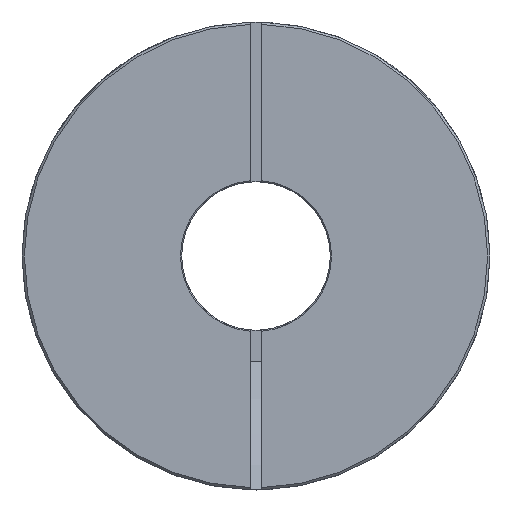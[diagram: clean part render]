
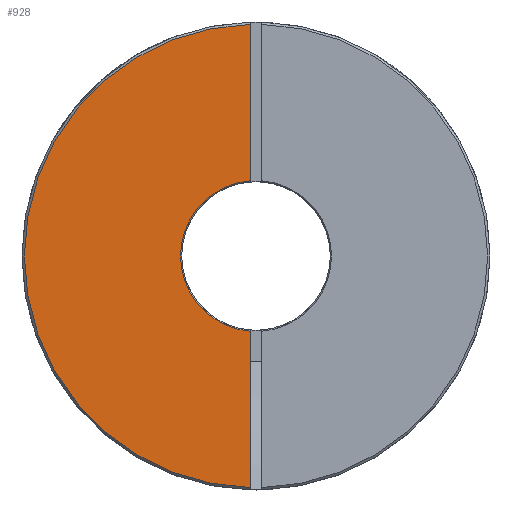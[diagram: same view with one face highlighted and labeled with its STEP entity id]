
A CAD part, left-side view. The second image highlights one B-rep face of the part: STEP entity #928.
In plain terms, the highlighted planar face has unit normal (-1, 0, 0).
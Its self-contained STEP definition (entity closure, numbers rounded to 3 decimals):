
#29 = ORIENTED_EDGE ( 'NONE', *, *, #1283, .T. ) ;
#50 = CIRCLE ( 'NONE', #2014, 24.75 ) ;
#125 = VECTOR ( 'NONE', #1315, 1000. ) ;
#286 = EDGE_LOOP ( 'NONE', ( #29, #1661, #1099, #2037 ) ) ;
#366 = CIRCLE ( 'NONE', #1336, 8.062 ) ;
#411 = VERTEX_POINT ( 'NONE', #418 ) ;
#418 = CARTESIAN_POINT ( 'NONE',  ( 0., 0.61, -8.039 ) ) ;
#511 = CARTESIAN_POINT ( 'NONE',  ( 0., 0.61, 24.742 ) ) ;
#601 = CARTESIAN_POINT ( 'NONE',  ( 0., 0.61, -24.742 ) ) ;
#609 = VERTEX_POINT ( 'NONE', #511 ) ;
#694 = VECTOR ( 'NONE', #1403, 1000. ) ;
#882 = EDGE_CURVE ( 'NONE', #609, #1044, #50, .T. ) ;
#928 = ADVANCED_FACE ( 'NONE', ( #1498 ), #1689, .F. ) ;
#1044 = VERTEX_POINT ( 'NONE', #601 ) ;
#1099 = ORIENTED_EDGE ( 'NONE', *, *, #1338, .T. ) ;
#1283 = EDGE_CURVE ( 'NONE', #1044, #411, #1324, .T. ) ;
#1309 = CARTESIAN_POINT ( 'NONE',  ( 0., 0.61, 24.993 ) ) ;
#1315 = DIRECTION ( 'NONE',  ( 0., 0., 1. ) ) ;
#1322 = VERTEX_POINT ( 'NONE', #1395 ) ;
#1324 = LINE ( 'NONE', #1309, #125 ) ;
#1336 = AXIS2_PLACEMENT_3D ( 'NONE', #1673, #1678, #1682 ) ;
#1338 = EDGE_CURVE ( 'NONE', #1322, #609, #1605, .T. ) ;
#1358 = CARTESIAN_POINT ( 'NONE',  ( 0., 0., 0. ) ) ;
#1359 = DIRECTION ( 'NONE',  ( -1., 0., 0. ) ) ;
#1360 = DIRECTION ( 'NONE',  ( 0., 0., -1. ) ) ;
#1395 = CARTESIAN_POINT ( 'NONE',  ( 0., 0.61, 8.039 ) ) ;
#1399 = EDGE_CURVE ( 'NONE', #411, #1322, #366, .T. ) ;
#1403 = DIRECTION ( 'NONE',  ( 0., 0., 1. ) ) ;
#1470 = CARTESIAN_POINT ( 'NONE',  ( 0., 0.61, 24.993 ) ) ;
#1498 = FACE_OUTER_BOUND ( 'NONE', #286, .T. ) ;
#1605 = LINE ( 'NONE', #1470, #694 ) ;
#1661 = ORIENTED_EDGE ( 'NONE', *, *, #1399, .T. ) ;
#1665 = DIRECTION ( 'NONE',  ( 1., 0., 0. ) ) ;
#1673 = CARTESIAN_POINT ( 'NONE',  ( 0., 0., 0. ) ) ;
#1677 = CARTESIAN_POINT ( 'NONE',  ( 0., 0., 0. ) ) ;
#1678 = DIRECTION ( 'NONE',  ( 1., 0., 0. ) ) ;
#1682 = DIRECTION ( 'NONE',  ( 0., 0., -1. ) ) ;
#1689 = PLANE ( 'NONE',  #1801 ) ;
#1692 = DIRECTION ( 'NONE',  ( 0., 0., -1. ) ) ;
#1801 = AXIS2_PLACEMENT_3D ( 'NONE', #1677, #1665, #1692 ) ;
#2014 = AXIS2_PLACEMENT_3D ( 'NONE', #1358, #1359, #1360 ) ;
#2037 = ORIENTED_EDGE ( 'NONE', *, *, #882, .T. ) ;
